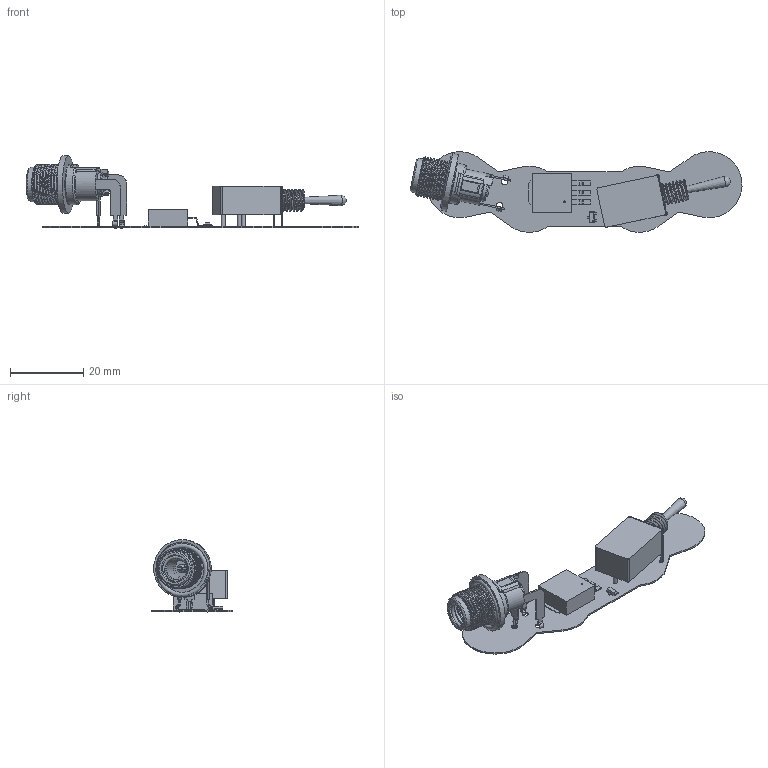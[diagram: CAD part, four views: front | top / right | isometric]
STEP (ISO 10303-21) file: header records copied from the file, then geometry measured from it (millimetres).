
FILE_DESCRIPTION(('Open CASCADE Model'),'2;1');
FILE_NAME('Open CASCADE Shape Model','2021-11-24T00:24:57',('Author'),( 'Open CASCADE'),'Open CASCADE STEP processor 6.8','Open CASCADE 6.8' ,'Unknown');
FILE_SCHEMA(('AUTOMOTIVE_DESIGN { 1 0 10303 214 1 1 1 1 }'));
Length unit declared in the file: millimetre
Products named in the file (11): PCB; Board; Open CASCADE STEP translator 6.8 1.1.1; U4; 2113xN_v1; J2; L722RAS; U1; 7251292192; 4360043056
Assembly tree (10 placements, depth 3):
  PCB
    Board
      Open CASCADE STEP translator 6.8 1.1.1
    U4
      2113xN_v1
    J2
      L722RAS
    U1
      7251292192
    (unnamed)
      4360043056
Bounding box: 90.52 x 21.95 x 19.81 mm (x, y, z)
Volume: 4119.4 mm3; surface area: 6862.1 mm2
Topology: 21 solids, 21 shells, 427 faces, 1087 edges, 711 vertices
Faces by surface type: plane 243, cylinder 155, cone 15, bspline 7, torus 7
Full cylindrical faces by diameter (mm): 0.15 x1, 0.533 x1, 1.092 x5, 1.1 x3, 1.73 x3, 4.744 x1, 5.842 x1, 5.884 x3, 6.015 x1, 6.203 x1, 6.401 x1, 6.985 x2, 7.052 x1, 8.382 x1, 8.89 x1, 9.398 x1, 10.114 x9, 10.723 x1, 10.922 x9, 11.024 x1, 14.478 x1, 15.748 x1
Entity records: 17352 total; most frequent: CARTESIAN_POINT 5528, ORIENTED_EDGE 2174, DIRECTION 2166, EDGE_CURVE 1087, AXIS2_PLACEMENT_3D 752, VERTEX_POINT 711, LINE 662, VECTOR 662
